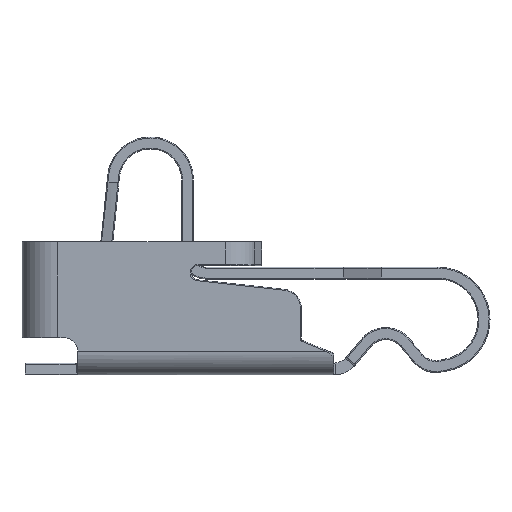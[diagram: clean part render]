
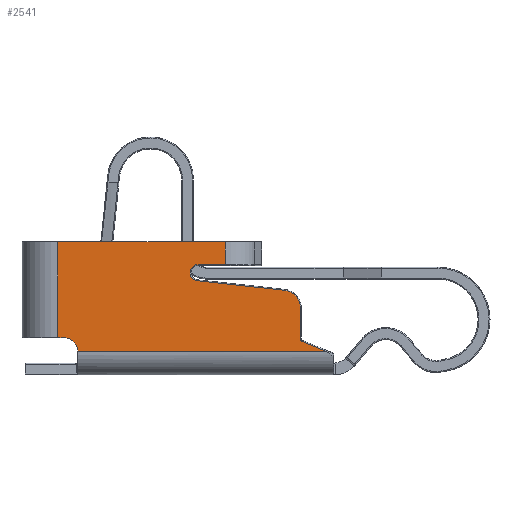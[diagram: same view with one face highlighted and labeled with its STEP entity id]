
A CAD part, front view. The second image highlights one B-rep face of the part: STEP entity #2541.
In plain terms, the highlighted planar face has unit normal (0, -1, 0).
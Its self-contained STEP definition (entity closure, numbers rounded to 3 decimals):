
#97 = LINE ( 'NONE', #2438, #3896 ) ;
#123 = CARTESIAN_POINT ( 'NONE',  ( 2.1, 0., 1.4 ) ) ;
#191 = DIRECTION ( 'NONE',  ( -1., 0., 0. ) ) ;
#198 = CARTESIAN_POINT ( 'NONE',  ( 1.653, 0., 1.007 ) ) ;
#395 = VECTOR ( 'NONE', #8914, 1000. ) ;
#453 = CARTESIAN_POINT ( 'NONE',  ( 2.822, 0., 0.879 ) ) ;
#498 = EDGE_CURVE ( 'NONE', #4144, #1013, #4645, .T. ) ;
#523 = DIRECTION ( 'NONE',  ( 0., 0., 1. ) ) ;
#667 = VECTOR ( 'NONE', #191, 1000. ) ;
#837 = CARTESIAN_POINT ( 'NONE',  ( -0.036, 0., 0.394 ) ) ;
#858 = CARTESIAN_POINT ( 'NONE',  ( 0.339, 0., 1.4 ) ) ;
#870 = VECTOR ( 'NONE', #3985, 1000. ) ;
#1013 = VERTEX_POINT ( 'NONE', #2900 ) ;
#1132 = VERTEX_POINT ( 'NONE', #6743 ) ;
#1161 = CARTESIAN_POINT ( 'NONE',  ( 2.89, 0., 0.701 ) ) ;
#1174 = CARTESIAN_POINT ( 'NONE',  ( 1.815, 0., 1.16 ) ) ;
#1293 = LINE ( 'NONE', #1741, #870 ) ;
#1319 = CARTESIAN_POINT ( 'NONE',  ( 0.339, 0., 0.394 ) ) ;
#1508 = DIRECTION ( 'NONE',  ( 0., 0., -1. ) ) ;
#1534 = VERTEX_POINT ( 'NONE', #8228 ) ;
#1673 = CARTESIAN_POINT ( 'NONE',  ( 0.4, 0., 0.244 ) ) ;
#1741 = CARTESIAN_POINT ( 'NONE',  ( 1.559, 0., 1.16 ) ) ;
#1999 = CARTESIAN_POINT ( 'NONE',  ( 2.89, 0., 0.36 ) ) ;
#2241 = EDGE_CURVE ( 'NONE', #4225, #5567, #4947, .T. ) ;
#2269 = VERTEX_POINT ( 'NONE', #6172 ) ;
#2283 = CARTESIAN_POINT ( 'NONE',  ( 1.559, 0., 0.744 ) ) ;
#2295 = CARTESIAN_POINT ( 'NONE',  ( 1.815, 0., 1.16 ) ) ;
#2323 = VECTOR ( 'NONE', #2986, 1000. ) ;
#2438 = CARTESIAN_POINT ( 'NONE',  ( 1.806, 0., 0.99 ) ) ;
#2541 = ADVANCED_FACE ( 'NONE', ( #8517 ), #3541, .F. ) ;
#2589 = LINE ( 'NONE', #1999, #8124 ) ;
#2783 = CARTESIAN_POINT ( 'NONE',  ( 1.806, 0., 0.99 ) ) ;
#2852 = VERTEX_POINT ( 'NONE', #6216 ) ;
#2900 = CARTESIAN_POINT ( 'NONE',  ( 2.89, 0., 0.36 ) ) ;
#2914 = EDGE_CURVE ( 'NONE', #1132, #2269, #8616, .T. ) ;
#2986 = DIRECTION ( 'NONE',  ( 0., 0., -1. ) ) ;
#3093 = EDGE_CURVE ( 'NONE', #7627, #7526, #8101, .T. ) ;
#3541 = PLANE ( 'NONE',  #8557 ) ;
#3586 = AXIS2_PLACEMENT_3D ( 'NONE', #1673, #6566, #6530 ) ;
#3617 = CARTESIAN_POINT ( 'NONE',  ( 1.559, 0., 0.25 ) ) ;
#3697 = EDGE_CURVE ( 'NONE', #7526, #4812, #97, .T. ) ;
#3700 = EDGE_CURVE ( 'NONE', #1534, #7627, #1293, .T. ) ;
#3896 = VECTOR ( 'NONE', #7297, 1000. ) ;
#3975 = CARTESIAN_POINT ( 'NONE',  ( 2.89, 0., 0.803 ) ) ;
#3985 = DIRECTION ( 'NONE',  ( -1., 0., 0. ) ) ;
#4015 = EDGE_CURVE ( 'NONE', #1013, #1132, #2589, .T. ) ;
#4144 = VERTEX_POINT ( 'NONE', #5801 ) ;
#4151 = EDGE_LOOP ( 'NONE', ( #4834, #5480, #6848, #8795, #8175, #5180, #5907, #6228, #7827, #5342, #8707, #4728 ) ) ;
#4225 = VERTEX_POINT ( 'NONE', #858 ) ;
#4404 = EDGE_CURVE ( 'NONE', #4812, #4144, #8214, .T. ) ;
#4487 = VECTOR ( 'NONE', #523, 1000. ) ;
#4645 = LINE ( 'NONE', #5535, #8220 ) ;
#4728 = ORIENTED_EDGE ( 'NONE', *, *, #2914, .F. ) ;
#4743 = EDGE_CURVE ( 'NONE', #5567, #1534, #5592, .T. ) ;
#4812 = VERTEX_POINT ( 'NONE', #7237 ) ;
#4834 = ORIENTED_EDGE ( 'NONE', *, *, #4015, .F. ) ;
#4895 = LINE ( 'NONE', #837, #667 ) ;
#4947 = LINE ( 'NONE', #5558, #395 ) ;
#5022 = DIRECTION ( 'NONE',  ( -1., 0., 0. ) ) ;
#5069 = CARTESIAN_POINT ( 'NONE',  ( 1.806, 0., 0.99 ) ) ;
#5180 = ORIENTED_EDGE ( 'NONE', *, *, #3700, .F. ) ;
#5342 = ORIENTED_EDGE ( 'NONE', *, *, #8682, .F. ) ;
#5480 = ORIENTED_EDGE ( 'NONE', *, *, #498, .F. ) ;
#5535 = CARTESIAN_POINT ( 'NONE',  ( 2.89, 0., 0.744 ) ) ;
#5558 = CARTESIAN_POINT ( 'NONE',  ( 2.1, 0., 1.4 ) ) ;
#5567 = VERTEX_POINT ( 'NONE', #8921 ) ;
#5592 = LINE ( 'NONE', #123, #2323 ) ;
#5673 = CIRCLE ( 'NONE', #3586, 0.15 ) ;
#5801 = CARTESIAN_POINT ( 'NONE',  ( 2.89, 0., 0.701 ) ) ;
#5907 = ORIENTED_EDGE ( 'NONE', *, *, #4743, .F. ) ;
#6172 = CARTESIAN_POINT ( 'NONE',  ( 0.55, 0., 0.25 ) ) ;
#6216 = CARTESIAN_POINT ( 'NONE',  ( 0.4, 0., 0.394 ) ) ;
#6228 = ORIENTED_EDGE ( 'NONE', *, *, #2241, .F. ) ;
#6339 = DIRECTION ( 'NONE',  ( 0.924, 0., -0.381 ) ) ;
#6364 = DIRECTION ( 'NONE',  ( -1., 0., 0. ) ) ;
#6530 = DIRECTION ( 'NONE',  ( -1., 0., 0. ) ) ;
#6566 = DIRECTION ( 'NONE',  ( 0., -1., 0. ) ) ;
#6743 = CARTESIAN_POINT ( 'NONE',  ( 3.157, 0., 0.25 ) ) ;
#6848 = ORIENTED_EDGE ( 'NONE', *, *, #4404, .F. ) ;
#7083 = DIRECTION ( 'NONE',  ( 0., 1., 0. ) ) ;
#7237 = CARTESIAN_POINT ( 'NONE',  ( 2.721, 0., 0.89 ) ) ;
#7297 = DIRECTION ( 'NONE',  ( 0.994, 0., -0.109 ) ) ;
#7526 = VERTEX_POINT ( 'NONE', #2783 ) ;
#7627 = VERTEX_POINT ( 'NONE', #1174 ) ;
#7827 = ORIENTED_EDGE ( 'NONE', *, *, #8936, .F. ) ;
#7848 = CARTESIAN_POINT ( 'NONE',  ( 1.662, 0., 1.16 ) ) ;
#8063 = CARTESIAN_POINT ( 'NONE',  ( 2.721, 0., 0.89 ) ) ;
#8101 =( BOUNDED_CURVE ( )  B_SPLINE_CURVE ( 3, ( #2295, #7848, #198, #5069 ),
 .UNSPECIFIED., .F., .T. ) 
 B_SPLINE_CURVE_WITH_KNOTS ( ( 4, 4 ),
 ( 0., 1. ),
 .UNSPECIFIED. ) 
 CURVE ( )  GEOMETRIC_REPRESENTATION_ITEM ( )  RATIONAL_B_SPLINE_CURVE ( ( 1., 0.37, 0.37, 1. ) ) 
 REPRESENTATION_ITEM ( '' )  );
#8124 = VECTOR ( 'NONE', #6339, 1000. ) ;
#8175 = ORIENTED_EDGE ( 'NONE', *, *, #3093, .F. ) ;
#8187 = VECTOR ( 'NONE', #6364, 1000. ) ;
#8214 =( BOUNDED_CURVE ( )  B_SPLINE_CURVE ( 3, ( #8063, #453, #3975, #1161 ),
 .UNSPECIFIED., .F., .F. ) 
 B_SPLINE_CURVE_WITH_KNOTS ( ( 4, 4 ),
 ( 0., 1. ),
 .UNSPECIFIED. ) 
 CURVE ( )  GEOMETRIC_REPRESENTATION_ITEM ( )  RATIONAL_B_SPLINE_CURVE ( ( 1., 0.83, 0.83, 1. ) ) 
 REPRESENTATION_ITEM ( '' )  );
#8220 = VECTOR ( 'NONE', #1508, 1000. ) ;
#8228 = CARTESIAN_POINT ( 'NONE',  ( 2.1, 0., 1.16 ) ) ;
#8350 = EDGE_CURVE ( 'NONE', #2269, #2852, #5673, .T. ) ;
#8497 = VERTEX_POINT ( 'NONE', #1319 ) ;
#8517 = FACE_OUTER_BOUND ( 'NONE', #4151, .T. ) ;
#8557 = AXIS2_PLACEMENT_3D ( 'NONE', #2283, #7083, #5022 ) ;
#8616 = LINE ( 'NONE', #3617, #8187 ) ;
#8682 = EDGE_CURVE ( 'NONE', #2852, #8497, #4895, .T. ) ;
#8699 = LINE ( 'NONE', #8821, #4487 ) ;
#8707 = ORIENTED_EDGE ( 'NONE', *, *, #8350, .F. ) ;
#8795 = ORIENTED_EDGE ( 'NONE', *, *, #3697, .F. ) ;
#8821 = CARTESIAN_POINT ( 'NONE',  ( 0.339, 0., 0.744 ) ) ;
#8914 = DIRECTION ( 'NONE',  ( 1., 0., 0. ) ) ;
#8921 = CARTESIAN_POINT ( 'NONE',  ( 2.1, 0., 1.4 ) ) ;
#8936 = EDGE_CURVE ( 'NONE', #8497, #4225, #8699, .T. ) ;
